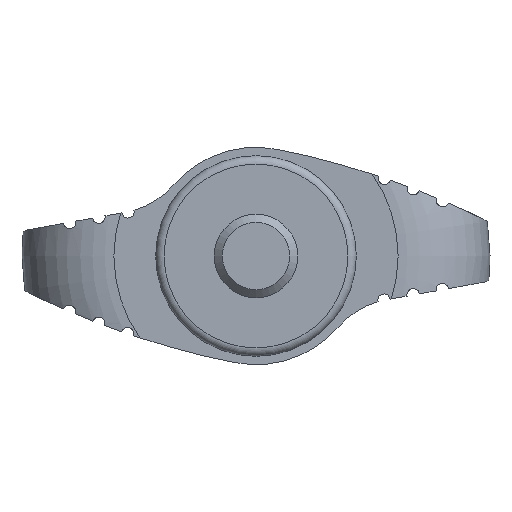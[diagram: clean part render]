
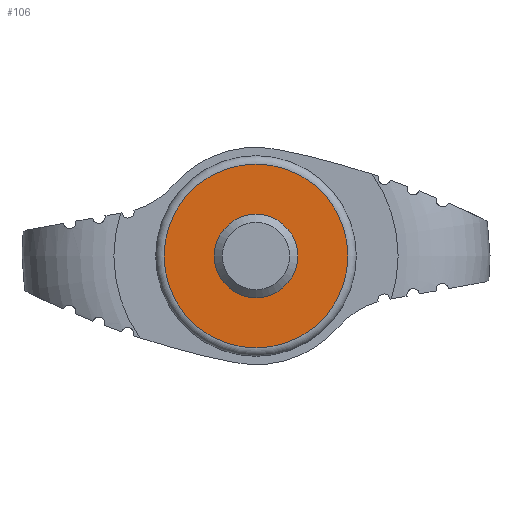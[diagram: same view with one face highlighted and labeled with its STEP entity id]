
A CAD part, front view. The second image highlights one B-rep face of the part: STEP entity #106.
In plain terms, the highlighted planar face has unit normal (0, -1, 0).
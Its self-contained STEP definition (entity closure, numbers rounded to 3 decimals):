
#106 = ADVANCED_FACE( '', ( #236, #237 ), #238, .F. );
#236 = FACE_BOUND( '', #389, .T. );
#237 = FACE_OUTER_BOUND( '', #390, .T. );
#238 = PLANE( '', #391 );
#389 = EDGE_LOOP( '', ( #647 ) );
#390 = EDGE_LOOP( '', ( #648 ) );
#391 = AXIS2_PLACEMENT_3D( '', #649, #650, #651 );
#647 = ORIENTED_EDGE( '', *, *, #990, .F. );
#648 = ORIENTED_EDGE( '', *, *, #991, .T. );
#649 = CARTESIAN_POINT( '', ( 5.5, 0., 0. ) );
#650 = DIRECTION( '', ( 0., 1., 0. ) );
#651 = DIRECTION( '', ( 0., 0., 1. ) );
#990 = EDGE_CURVE( '', #1216, #1216, #1217, .F. );
#991 = EDGE_CURVE( '', #1218, #1218, #1219, .T. );
#1216 = VERTEX_POINT( '', #1702 );
#1217 = CIRCLE( '', #1703, 2.5 );
#1218 = VERTEX_POINT( '', #1704 );
#1219 = CIRCLE( '', #1705, 5.5 );
#1702 = CARTESIAN_POINT( '', ( 0., 0., 2.5 ) );
#1703 = AXIS2_PLACEMENT_3D( '', #1996, #1997, #1998 );
#1704 = CARTESIAN_POINT( '', ( 0., 0., -5.5 ) );
#1705 = AXIS2_PLACEMENT_3D( '', #1999, #2000, #2001 );
#1996 = CARTESIAN_POINT( '', ( 0., 0., 0. ) );
#1997 = DIRECTION( '', ( 0., 1., 0. ) );
#1998 = DIRECTION( '', ( 0., 0., 1. ) );
#1999 = CARTESIAN_POINT( '', ( 0., 0., 0. ) );
#2000 = DIRECTION( '', ( 0., -1., 0. ) );
#2001 = DIRECTION( '', ( 0., 0., -1. ) );
